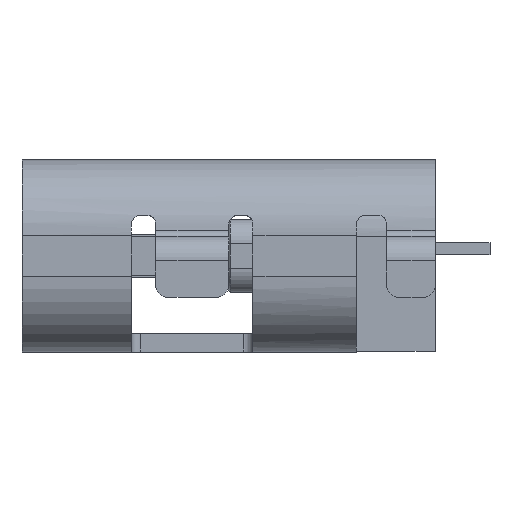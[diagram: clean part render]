
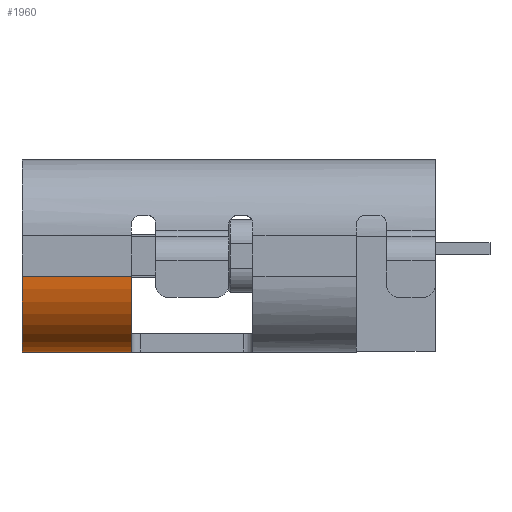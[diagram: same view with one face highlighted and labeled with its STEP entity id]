
A CAD part, left-side view. The second image highlights one B-rep face of the part: STEP entity #1960.
In plain terms, the highlighted cylindrical face has radius 1.25 mm (diameter 2.5 mm), a partial arc.
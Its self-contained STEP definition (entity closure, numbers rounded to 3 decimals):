
#869 = VERTEX_POINT('',#870);
#870 = CARTESIAN_POINT('',(-3.22,0.,
    -1.38));
#950 = VERTEX_POINT('',#951);
#951 = CARTESIAN_POINT('',(-3.22,-1.8,
    -1.38));
#957 = EDGE_CURVE('',#950,#869,#958,.T.);
#958 = LINE('',#959,#960);
#959 = CARTESIAN_POINT('',(-3.22,-0.1,
    -1.38));
#960 = VECTOR('',#961,1.);
#961 = DIRECTION('',(0.,1.,0.));
#1895 = VERTEX_POINT('',#1896);
#1896 = CARTESIAN_POINT('',(-4.47,-1.8,
    -0.13));
#1902 = EDGE_CURVE('',#950,#1895,#1903,.T.);
#1903 = CIRCLE('',#1904,1.25);
#1904 = AXIS2_PLACEMENT_3D('',#1905,#1906,#1907);
#1905 = CARTESIAN_POINT('',(-3.22,-1.8,
    -0.13));
#1906 = DIRECTION('',(0.,1.,0.));
#1907 = DIRECTION('',(-1.,0.,0.));
#1960 = ADVANCED_FACE('',(#1961),#1980,.T.);
#1961 = FACE_BOUND('',#1962,.T.);
#1962 = EDGE_LOOP('',(#1963,#1972,#1973,#1974));
#1963 = ORIENTED_EDGE('',*,*,#1964,.T.);
#1964 = EDGE_CURVE('',#1965,#869,#1967,.T.);
#1965 = VERTEX_POINT('',#1966);
#1966 = CARTESIAN_POINT('',(-4.47,0.,
    -0.13));
#1967 = CIRCLE('',#1968,1.25);
#1968 = AXIS2_PLACEMENT_3D('',#1969,#1970,#1971);
#1969 = CARTESIAN_POINT('',(-3.22,0.,
    -0.13));
#1970 = DIRECTION('',(0.,-1.,0.));
#1971 = DIRECTION('',(-1.,0.,0.));
#1972 = ORIENTED_EDGE('',*,*,#957,.F.);
#1973 = ORIENTED_EDGE('',*,*,#1902,.T.);
#1974 = ORIENTED_EDGE('',*,*,#1975,.F.);
#1975 = EDGE_CURVE('',#1965,#1895,#1976,.T.);
#1976 = LINE('',#1977,#1978);
#1977 = CARTESIAN_POINT('',(-4.47,-0.1,
    -0.13));
#1978 = VECTOR('',#1979,1.);
#1979 = DIRECTION('',(0.,-1.,0.));
#1980 = CYLINDRICAL_SURFACE('',#1981,1.25);
#1981 = AXIS2_PLACEMENT_3D('',#1982,#1983,#1984);
#1982 = CARTESIAN_POINT('',(-3.22,-6056937.091,
    -0.13));
#1983 = DIRECTION('',(0.,1.,0.));
#1984 = DIRECTION('',(-1.,0.,0.));
